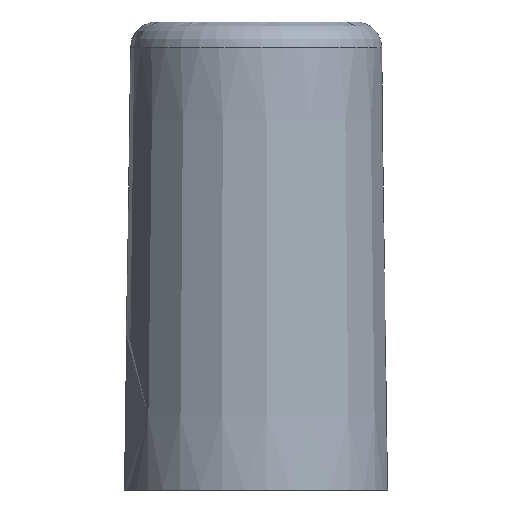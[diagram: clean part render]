
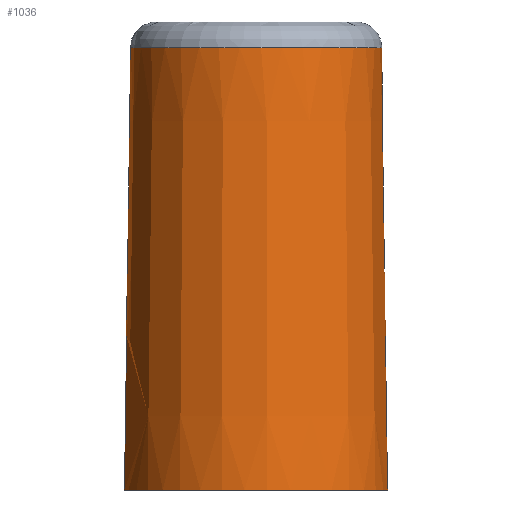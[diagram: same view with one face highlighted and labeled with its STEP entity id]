
A CAD part, front view. The second image highlights one B-rep face of the part: STEP entity #1036.
In plain terms, the highlighted conical face has half-angle 0.81 degrees and reference radius 2.54 mm.
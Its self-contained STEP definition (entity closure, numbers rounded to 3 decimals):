
#790=CARTESIAN_POINT('',(2.488,0.23,7.75));
#791=VERTEX_POINT('',#790);
#799=CARTESIAN_POINT('',(2.53,0.23,4.8));
#800=VERTEX_POINT('',#799);
#807=CARTESIAN_POINT('',(2.488,0.23,7.75));
#808=CARTESIAN_POINT('',(2.502,0.23,6.767));
#809=CARTESIAN_POINT('',(2.516,0.23,5.783));
#810=CARTESIAN_POINT('',(2.53,0.23,4.8));
#811=B_SPLINE_CURVE_WITH_KNOTS('',3,(#807,#808,#809,#810),.UNSPECIFIED.,.F.,.U.,
 (4,4),(0.0,1.0),.UNSPECIFIED.);
#812=EDGE_CURVE('n� 11',#791,#800,#811,.T.);
#822=CARTESIAN_POINT('',(-2.53,0.23,4.8));
#823=VERTEX_POINT('',#822);
#830=CARTESIAN_POINT('',(0.0,0.0,4.8));
#831=DIRECTION('',(-0.0,-0.0,1.0));
#832=DIRECTION('',(-1.0,0.0,-0.0));
#833=AXIS2_PLACEMENT_3D('',#830,#831,#832);
#834=CIRCLE('',#833,2.54);
#835=EDGE_CURVE('n� 15',#800,#823,#834,.T.);
#851=CARTESIAN_POINT('',(-2.488,0.23,7.75));
#852=VERTEX_POINT('',#851);
#859=CARTESIAN_POINT('',(-2.53,0.23,4.8));
#860=CARTESIAN_POINT('',(-2.516,0.23,5.783));
#861=CARTESIAN_POINT('',(-2.502,0.23,6.767));
#862=CARTESIAN_POINT('',(-2.488,0.23,7.75));
#863=B_SPLINE_CURVE_WITH_KNOTS('',3,(#859,#860,#861,#862),.UNSPECIFIED.,.F.,.U.,
 (4,4),(0.0,1.0),.UNSPECIFIED.);
#864=EDGE_CURVE('n� 19',#823,#852,#863,.T.);
#876=CARTESIAN_POINT('',(-2.488,-0.23,7.75));
#877=VERTEX_POINT('',#876);
#884=CARTESIAN_POINT('',(0.0,0.0,7.75));
#885=DIRECTION('',(-0.0,-0.0,1.0));
#886=DIRECTION('',(-1.0,0.0,-0.0));
#887=AXIS2_PLACEMENT_3D('',#884,#885,#886);
#888=CIRCLE('',#887,2.498);
#889=EDGE_CURVE('n� 23',#852,#877,#888,.T.);
#901=CARTESIAN_POINT('',(-2.53,-0.23,4.8));
#902=VERTEX_POINT('',#901);
#909=CARTESIAN_POINT('',(-2.488,-0.23,7.75));
#910=CARTESIAN_POINT('',(-2.502,-0.23,6.767));
#911=CARTESIAN_POINT('',(-2.516,-0.23,5.783));
#912=CARTESIAN_POINT('',(-2.53,-0.23,4.8));
#913=B_SPLINE_CURVE_WITH_KNOTS('',3,(#909,#910,#911,#912),.UNSPECIFIED.,.F.,.U.,
 (4,4),(0.0,1.0),.UNSPECIFIED.);
#914=EDGE_CURVE('n� 27',#877,#902,#913,.T.);
#926=CARTESIAN_POINT('',(2.53,-0.23,4.8));
#927=VERTEX_POINT('',#926);
#934=CARTESIAN_POINT('',(0.0,0.0,4.8));
#935=DIRECTION('',(-0.0,-0.0,1.0));
#936=DIRECTION('',(-1.0,0.0,-0.0));
#937=AXIS2_PLACEMENT_3D('',#934,#935,#936);
#938=CIRCLE('',#937,2.54);
#939=EDGE_CURVE('n� 31',#902,#927,#938,.T.);
#953=CARTESIAN_POINT('',(2.488,-0.23,7.75));
#954=VERTEX_POINT('',#953);
#961=CARTESIAN_POINT('',(2.53,-0.23,4.8));
#962=CARTESIAN_POINT('',(2.516,-0.23,5.783));
#963=CARTESIAN_POINT('',(2.502,-0.23,6.767));
#964=CARTESIAN_POINT('',(2.488,-0.23,7.75));
#965=B_SPLINE_CURVE_WITH_KNOTS('',3,(#961,#962,#963,#964),.UNSPECIFIED.,.F.,.U.,
 (4,4),(0.0,1.0),.UNSPECIFIED.);
#966=EDGE_CURVE('n� 35',#927,#954,#965,.T.);
#979=CARTESIAN_POINT('',(0.0,0.0,7.75));
#980=DIRECTION('',(-0.0,-0.0,1.0));
#981=DIRECTION('',(-1.0,0.0,-0.0));
#982=AXIS2_PLACEMENT_3D('',#979,#980,#981);
#983=CIRCLE('',#982,2.498);
#984=EDGE_CURVE('n� 38',#954,#791,#983,.T.);
#994=CARTESIAN_POINT('',(2.42,0.0,13.307));
#995=VERTEX_POINT('',#994);
#996=CARTESIAN_POINT('',(0.0,0.0,13.307));
#997=DIRECTION('',(0.0,0.0,-1.0));
#998=DIRECTION('',(-1.0,0.0,0.0));
#999=AXIS2_PLACEMENT_3D('',#996,#997,#998);
#1000=CIRCLE('',#999,2.42);
#1001=EDGE_CURVE('n� 51',#995,#995,#1000,.T.);
#1018=ORIENTED_EDGE('',*,*,#1001,.T.);
#1019=EDGE_LOOP('',(#1018));
#1020=FACE_OUTER_BOUND('',#1019,.T.);
#1021=ORIENTED_EDGE('',*,*,#966,.T.);
#1022=ORIENTED_EDGE('',*,*,#984,.T.);
#1023=ORIENTED_EDGE('',*,*,#812,.T.);
#1024=ORIENTED_EDGE('',*,*,#835,.T.);
#1025=ORIENTED_EDGE('',*,*,#864,.T.);
#1026=ORIENTED_EDGE('',*,*,#889,.T.);
#1027=ORIENTED_EDGE('',*,*,#914,.T.);
#1028=ORIENTED_EDGE('',*,*,#939,.T.);
#1029=EDGE_LOOP('',(#1021,#1022,#1023,#1024,#1025,#1026,#1027,#1028));
#1030=FACE_BOUND('',#1029,.T.);
#1031=CARTESIAN_POINT('',(0.0,0.0,4.8));
#1032=DIRECTION('',(0.0,0.0,-1.0));
#1033=DIRECTION('',(-1.0,0.0,-0.0));
#1034=AXIS2_PLACEMENT_3D('',#1031,#1032,#1033);
#1035=CONICAL_SURFACE('',#1034,2.54,0.014);
#1036=ADVANCED_FACE('n� 2',(#1020,#1030),#1035,.T.);
